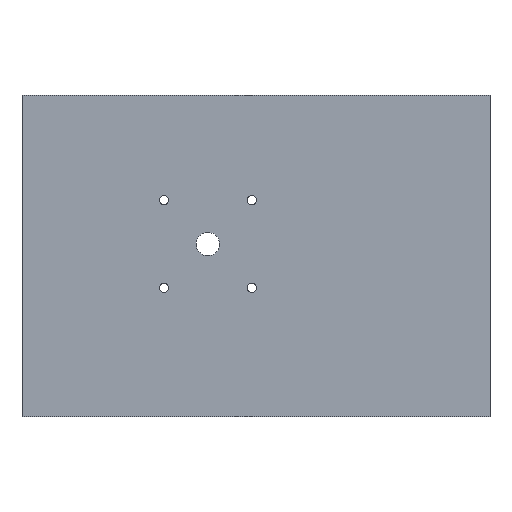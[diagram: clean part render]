
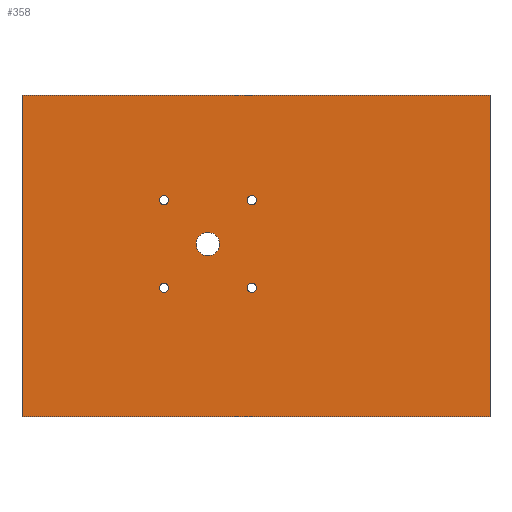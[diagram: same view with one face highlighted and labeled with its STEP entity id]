
A CAD part, front view. The second image highlights one B-rep face of the part: STEP entity #358.
In plain terms, the highlighted planar face has unit normal (0, -1, 0).
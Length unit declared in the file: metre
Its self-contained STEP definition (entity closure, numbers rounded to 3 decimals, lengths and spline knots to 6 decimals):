
#25=LINE('',#581,#49);
#26=LINE('',#584,#50);
#27=LINE('',#586,#51);
#28=LINE('',#588,#52);
#49=VECTOR('',#476,1.);
#50=VECTOR('',#477,1.);
#51=VECTOR('',#478,1.);
#52=VECTOR('',#479,1.);
#86=ORIENTED_EDGE('',*,*,#170,.T.);
#87=ORIENTED_EDGE('',*,*,#164,.T.);
#88=ORIENTED_EDGE('',*,*,#162,.T.);
#89=ORIENTED_EDGE('',*,*,#171,.T.);
#90=ORIENTED_EDGE('',*,*,#172,.F.);
#91=ORIENTED_EDGE('',*,*,#173,.F.);
#92=ORIENTED_EDGE('',*,*,#174,.T.);
#93=ORIENTED_EDGE('',*,*,#166,.F.);
#94=ORIENTED_EDGE('',*,*,#168,.F.);
#162=EDGE_CURVE('',#204,#204,#234,.T.);
#164=EDGE_CURVE('',#206,#206,#236,.T.);
#166=EDGE_CURVE('',#208,#208,#238,.F.);
#168=EDGE_CURVE('',#210,#210,#240,.F.);
#170=EDGE_CURVE('',#212,#212,#242,.T.);
#171=EDGE_CURVE('',#213,#214,#25,.T.);
#172=EDGE_CURVE('',#215,#214,#26,.T.);
#173=EDGE_CURVE('',#216,#215,#27,.T.);
#174=EDGE_CURVE('',#216,#213,#28,.T.);
#204=VERTEX_POINT('',#560);
#206=VERTEX_POINT('',#565);
#208=VERTEX_POINT('',#570);
#210=VERTEX_POINT('',#575);
#212=VERTEX_POINT('',#580);
#213=VERTEX_POINT('',#582);
#214=VERTEX_POINT('',#583);
#215=VERTEX_POINT('',#585);
#216=VERTEX_POINT('',#587);
#234=CIRCLE('',#396,0.00155);
#236=CIRCLE('',#399,0.00155);
#238=CIRCLE('',#402,0.00155);
#240=CIRCLE('',#405,0.00155);
#242=CIRCLE('',#408,0.004);
#261=EDGE_LOOP('',(#86));
#262=EDGE_LOOP('',(#87));
#263=EDGE_LOOP('',(#88));
#264=EDGE_LOOP('',(#89,#90,#91,#92));
#265=EDGE_LOOP('',(#93));
#266=EDGE_LOOP('',(#94));
#307=FACE_BOUND('',#261,.T.);
#308=FACE_BOUND('',#262,.T.);
#309=FACE_BOUND('',#263,.T.);
#310=FACE_BOUND('',#264,.T.);
#311=FACE_BOUND('',#265,.T.);
#312=FACE_BOUND('',#266,.T.);
#340=PLANE('',#407);
#358=ADVANCED_FACE('',(#307,#308,#309,#310,#311,#312),#340,.F.);
#396=AXIS2_PLACEMENT_3D('',#559,#450,#451);
#399=AXIS2_PLACEMENT_3D('',#564,#456,#457);
#402=AXIS2_PLACEMENT_3D('',#569,#462,#463);
#405=AXIS2_PLACEMENT_3D('',#574,#468,#469);
#407=AXIS2_PLACEMENT_3D('',#578,#472,#473);
#408=AXIS2_PLACEMENT_3D('',#579,#474,#475);
#450=DIRECTION('',(0.,1.,0.));
#451=DIRECTION('',(0.,0.,1.));
#456=DIRECTION('',(0.,1.,0.));
#457=DIRECTION('',(0.,0.,1.));
#462=DIRECTION('',(0.,1.,0.));
#463=DIRECTION('',(0.,0.,1.));
#468=DIRECTION('',(0.,1.,0.));
#469=DIRECTION('',(0.,0.,1.));
#472=DIRECTION('',(0.,1.,0.));
#473=DIRECTION('',(0.,0.,1.));
#474=DIRECTION('',(0.,1.,0.));
#475=DIRECTION('',(0.,0.,1.));
#476=DIRECTION('',(0.,0.,-1.));
#477=DIRECTION('',(-1.,0.,0.));
#478=DIRECTION('',(0.,0.,-1.));
#479=DIRECTION('',(-1.,0.,0.));
#559=CARTESIAN_POINT('',(0.015,-0.0204,0.015));
#560=CARTESIAN_POINT('',(0.015,-0.0204,0.01655));
#564=CARTESIAN_POINT('',(-0.015,-0.0204,-0.015));
#565=CARTESIAN_POINT('',(-0.015,-0.0204,-0.01345));
#569=CARTESIAN_POINT('',(0.015,-0.0204,-0.015));
#570=CARTESIAN_POINT('',(0.015,-0.0204,-0.01345));
#574=CARTESIAN_POINT('',(-0.015,-0.0204,0.015));
#575=CARTESIAN_POINT('',(-0.015,-0.0204,0.01655));
#578=CARTESIAN_POINT('',(0.096453,-0.0204,-0.004097));
#579=CARTESIAN_POINT('',(0.,-0.0204,0.));
#580=CARTESIAN_POINT('',(0.,-0.0204,0.004));
#581=CARTESIAN_POINT('',(-0.063547,-0.0204,-0.004097));
#582=CARTESIAN_POINT('',(-0.063547,-0.0204,0.050903));
#583=CARTESIAN_POINT('',(-0.063547,-0.0204,-0.059097));
#584=CARTESIAN_POINT('',(0.096453,-0.0204,-0.059097));
#585=CARTESIAN_POINT('',(0.096453,-0.0204,-0.059097));
#586=CARTESIAN_POINT('',(0.096453,-0.0204,-0.004097));
#587=CARTESIAN_POINT('',(0.096453,-0.0204,0.050903));
#588=CARTESIAN_POINT('',(0.096453,-0.0204,0.050903));
